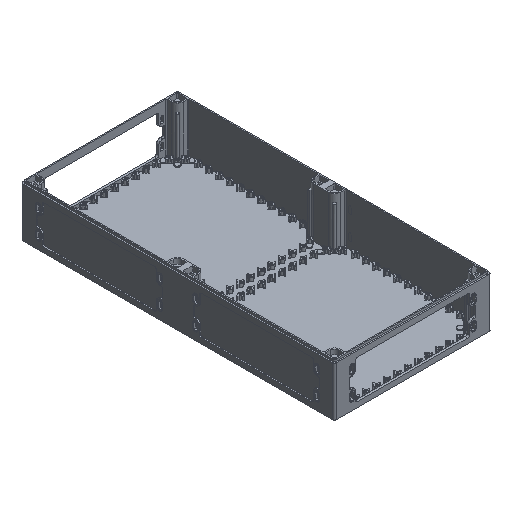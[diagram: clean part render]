
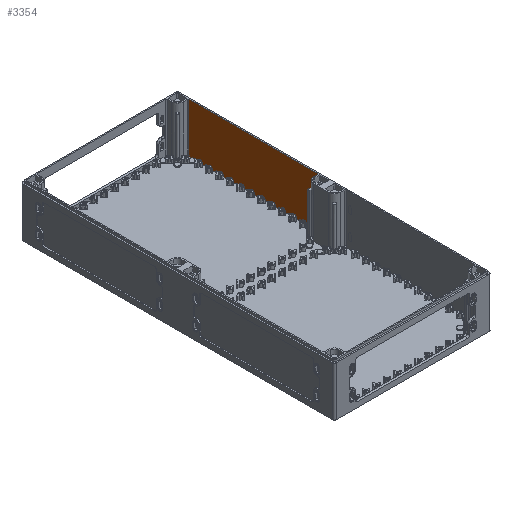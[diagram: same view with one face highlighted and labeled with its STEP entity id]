
A CAD part, isometric view. The second image highlights one B-rep face of the part: STEP entity #3354.
In plain terms, the highlighted planar face has unit normal (-1, 0, 0).
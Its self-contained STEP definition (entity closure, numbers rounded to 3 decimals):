
#3354 = ADVANCED_FACE( '', ( #9056 ), #9057, .T. );
#9056 = FACE_OUTER_BOUND( '', #17494, .T. );
#9057 = PLANE( '', #17495 );
#17494 = EDGE_LOOP( '', ( #27829, #27830, #27831, #27832, #27833, #27834, #27835, #27836 ) );
#17495 = AXIS2_PLACEMENT_3D( '', #27837, #27838, #27839 );
#27829 = ORIENTED_EDGE( '', *, *, #50948, .F. );
#27830 = ORIENTED_EDGE( '', *, *, #50949, .F. );
#27831 = ORIENTED_EDGE( '', *, *, #50950, .F. );
#27832 = ORIENTED_EDGE( '', *, *, #50951, .T. );
#27833 = ORIENTED_EDGE( '', *, *, #50952, .F. );
#27834 = ORIENTED_EDGE( '', *, *, #50953, .F. );
#27835 = ORIENTED_EDGE( '', *, *, #50954, .F. );
#27836 = ORIENTED_EDGE( '', *, *, #50955, .T. );
#27837 = CARTESIAN_POINT( '', ( 367.8, 408.3, 153.5 ) );
#27838 = DIRECTION( '', ( -1., 0., 0. ) );
#27839 = DIRECTION( '', ( 0., 0., 1. ) );
#50948 = EDGE_CURVE( '', #61849, #61850, #61851, .T. );
#50949 = EDGE_CURVE( '', #61852, #61849, #61853, .T. );
#50950 = EDGE_CURVE( '', #61854, #61852, #61855, .T. );
#50951 = EDGE_CURVE( '', #61854, #61856, #61857, .T. );
#50952 = EDGE_CURVE( '', #61858, #61856, #61859, .T. );
#50953 = EDGE_CURVE( '', #61860, #61858, #61861, .T. );
#50954 = EDGE_CURVE( '', #61862, #61860, #61863, .T. );
#50955 = EDGE_CURVE( '', #61862, #61850, #61864, .T. );
#61849 = VERTEX_POINT( '', #76996 );
#61850 = VERTEX_POINT( '', #76997 );
#61851 = LINE( '', #76998, #76999 );
#61852 = VERTEX_POINT( '', #77000 );
#61853 = LINE( '', #77001, #77002 );
#61854 = VERTEX_POINT( '', #77003 );
#61855 = LINE( '', #77004, #77005 );
#61856 = VERTEX_POINT( '', #77006 );
#61857 = LINE( '', #77007, #77008 );
#61858 = VERTEX_POINT( '', #77009 );
#61859 = LINE( '', #77010, #77011 );
#61860 = VERTEX_POINT( '', #77012 );
#61861 = LINE( '', #77013, #77014 );
#61862 = VERTEX_POINT( '', #77015 );
#61863 = LINE( '', #77016, #77017 );
#61864 = LINE( '', #77018, #77019 );
#76996 = CARTESIAN_POINT( '', ( 367.8, 707.8, 3.5 ) );
#76997 = CARTESIAN_POINT( '', ( 367.8, 715.3, 3.5 ) );
#76998 = CARTESIAN_POINT( '', ( 367.8, 408.3, 3.5 ) );
#76999 = VECTOR( '', #93749, 1000. );
#77000 = CARTESIAN_POINT( '', ( 367.8, 707.8, 6. ) );
#77001 = CARTESIAN_POINT( '', ( 367.8, 707.8, 6. ) );
#77002 = VECTOR( '', #93750, 1000. );
#77003 = CARTESIAN_POINT( '', ( 367.8, 695.8, 6. ) );
#77004 = CARTESIAN_POINT( '', ( 367.8, 695.8, 6. ) );
#77005 = VECTOR( '', #93751, 1000. );
#77006 = CARTESIAN_POINT( '', ( 367.8, 695.8, 3.5 ) );
#77007 = CARTESIAN_POINT( '', ( 367.8, 695.8, 6. ) );
#77008 = VECTOR( '', #93752, 1000. );
#77009 = CARTESIAN_POINT( '', ( 367.8, 408.3, 3.5 ) );
#77010 = CARTESIAN_POINT( '', ( 367.8, 408.3, 3.5 ) );
#77011 = VECTOR( '', #93753, 1000. );
#77012 = CARTESIAN_POINT( '', ( 367.8, 408.3, 123. ) );
#77013 = CARTESIAN_POINT( '', ( 367.8, 408.3, 153.5 ) );
#77014 = VECTOR( '', #93754, 1000. );
#77015 = CARTESIAN_POINT( '', ( 367.8, 715.3, 123. ) );
#77016 = CARTESIAN_POINT( '', ( 367.8, 4., 123. ) );
#77017 = VECTOR( '', #93755, 1000. );
#77018 = CARTESIAN_POINT( '', ( 367.8, 715.3, 153.5 ) );
#77019 = VECTOR( '', #93756, 1000. );
#93749 = DIRECTION( '', ( 0., 1., 0. ) );
#93750 = DIRECTION( '', ( 0., 0., -1. ) );
#93751 = DIRECTION( '', ( 0., 1., 0. ) );
#93752 = DIRECTION( '', ( 0., 0., -1. ) );
#93753 = DIRECTION( '', ( 0., 1., 0. ) );
#93754 = DIRECTION( '', ( 0., 0., -1. ) );
#93755 = DIRECTION( '', ( 0., -1., 0. ) );
#93756 = DIRECTION( '', ( 0., 0., -1. ) );
